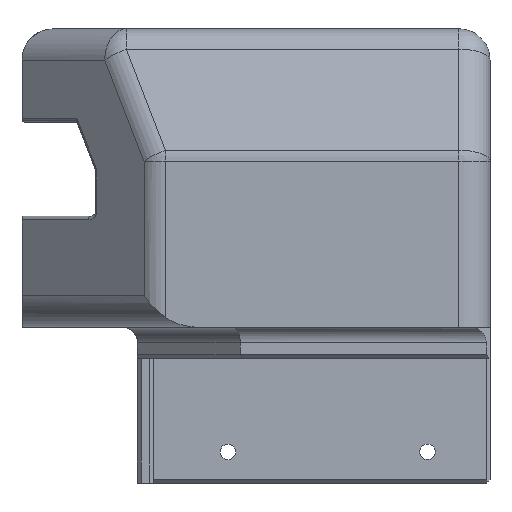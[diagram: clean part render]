
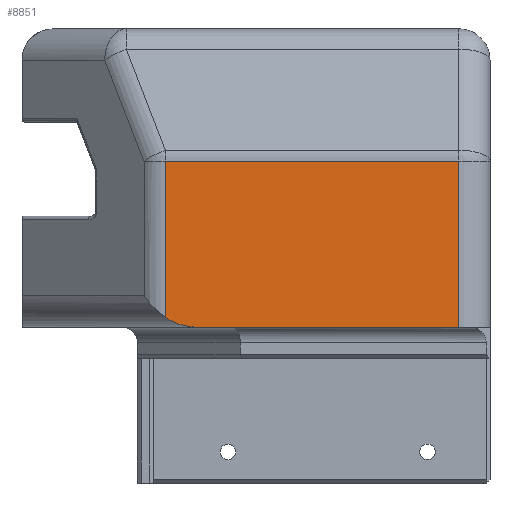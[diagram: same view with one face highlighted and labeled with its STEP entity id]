
A CAD part, front view. The second image highlights one B-rep face of the part: STEP entity #8851.
In plain terms, the highlighted planar face has unit normal (0, -1, 0).
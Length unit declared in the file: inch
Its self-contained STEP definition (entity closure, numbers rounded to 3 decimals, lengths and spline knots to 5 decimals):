
#217 = LINE ( 'NONE', #9165, #2681 ) ;
#418 = DIRECTION ( 'NONE',  ( 0., 0., -1. ) ) ;
#466 = EDGE_CURVE ( 'NONE', #1233, #8055, #5826, .T. ) ;
#530 = EDGE_CURVE ( 'NONE', #8650, #9110, #217, .T. ) ;
#845 = DIRECTION ( 'NONE',  ( 0., 1., 0. ) ) ;
#1112 = CARTESIAN_POINT ( 'NONE',  ( 2.6625, -0.375, 0. ) ) ;
#1184 = DIRECTION ( 'NONE',  ( -1., 0., 0. ) ) ;
#1233 = VERTEX_POINT ( 'NONE', #8795 ) ;
#1499 = CARTESIAN_POINT ( 'NONE',  ( 4.75, -0.375, 1.33029 ) ) ;
#1526 = PLANE ( 'NONE',  #2593 ) ;
#1930 = EDGE_CURVE ( 'NONE', #8055, #8650, #4680, .T. ) ;
#2496 = ORIENTED_EDGE ( 'NONE', *, *, #530, .T. ) ;
#2593 = AXIS2_PLACEMENT_3D ( 'NONE', #7814, #845, #9440 ) ;
#2675 = VECTOR ( 'NONE', #3473, 39.37008 ) ;
#2681 = VECTOR ( 'NONE', #418, 39.37008 ) ;
#3473 = DIRECTION ( 'NONE',  ( -1., 0., 0. ) ) ;
#3564 = CARTESIAN_POINT ( 'NONE',  ( 4.75, -0.375, 1.375 ) ) ;
#3611 = EDGE_LOOP ( 'NONE', ( #9987, #4162, #9041, #2496, #9309 ) ) ;
#3701 = EDGE_CURVE ( 'NONE', #1233, #4377, #4266, .T. ) ;
#3819 =( BOUNDED_CURVE ( )  B_SPLINE_CURVE ( 3, ( #5894, #6568, #8288, #1112 ),
 .UNSPECIFIED., .F., .F. ) 
 B_SPLINE_CURVE_WITH_KNOTS ( ( 4, 4 ),
 ( 3.90261, 4.71239 ),
 .UNSPECIFIED. ) 
 CURVE ( )  GEOMETRIC_REPRESENTATION_ITEM ( )  RATIONAL_B_SPLINE_CURVE ( ( 1., 0.946, 0.946, 1. ) ) 
 REPRESENTATION_ITEM ( '' )  );
#4162 = ORIENTED_EDGE ( 'NONE', *, *, #466, .T. ) ;
#4266 = LINE ( 'NONE', #7456, #2675 ) ;
#4377 = VERTEX_POINT ( 'NONE', #6631 ) ;
#4565 = EDGE_CURVE ( 'NONE', #9110, #4377, #3819, .T. ) ;
#4680 = LINE ( 'NONE', #7821, #6357 ) ;
#5745 = CARTESIAN_POINT ( 'NONE',  ( 2.4, -0.375, 1.33029 ) ) ;
#5826 = LINE ( 'NONE', #3564, #8366 ) ;
#5894 = CARTESIAN_POINT ( 'NONE',  ( 2.4, -0.375, 0.07759 ) ) ;
#6357 = VECTOR ( 'NONE', #1184, 39.37008 ) ;
#6568 = CARTESIAN_POINT ( 'NONE',  ( 2.46939, -0.375, 0.02734 ) ) ;
#6631 = CARTESIAN_POINT ( 'NONE',  ( 2.6625, -0.375, 0. ) ) ;
#7456 = CARTESIAN_POINT ( 'NONE',  ( 5., -0.375, 0. ) ) ;
#7814 = CARTESIAN_POINT ( 'NONE',  ( 5., -0.375, 1.375 ) ) ;
#7821 = CARTESIAN_POINT ( 'NONE',  ( 5., -0.375, 1.33029 ) ) ;
#8055 = VERTEX_POINT ( 'NONE', #1499 ) ;
#8224 = DIRECTION ( 'NONE',  ( 0., 0., 1. ) ) ;
#8288 = CARTESIAN_POINT ( 'NONE',  ( 2.56188, -0.375, 0. ) ) ;
#8366 = VECTOR ( 'NONE', #8224, 39.37008 ) ;
#8650 = VERTEX_POINT ( 'NONE', #5745 ) ;
#8795 = CARTESIAN_POINT ( 'NONE',  ( 4.75, -0.375, 0. ) ) ;
#8851 = ADVANCED_FACE ( 'NONE', ( #10278 ), #1526, .F. ) ;
#9041 = ORIENTED_EDGE ( 'NONE', *, *, #1930, .T. ) ;
#9110 = VERTEX_POINT ( 'NONE', #10112 ) ;
#9165 = CARTESIAN_POINT ( 'NONE',  ( 2.4, -0.375, 1.375 ) ) ;
#9309 = ORIENTED_EDGE ( 'NONE', *, *, #4565, .T. ) ;
#9440 = DIRECTION ( 'NONE',  ( 0., 0., 1. ) ) ;
#9987 = ORIENTED_EDGE ( 'NONE', *, *, #3701, .F. ) ;
#10112 = CARTESIAN_POINT ( 'NONE',  ( 2.4, -0.375, 0.07759 ) ) ;
#10278 = FACE_OUTER_BOUND ( 'NONE', #3611, .T. ) ;
